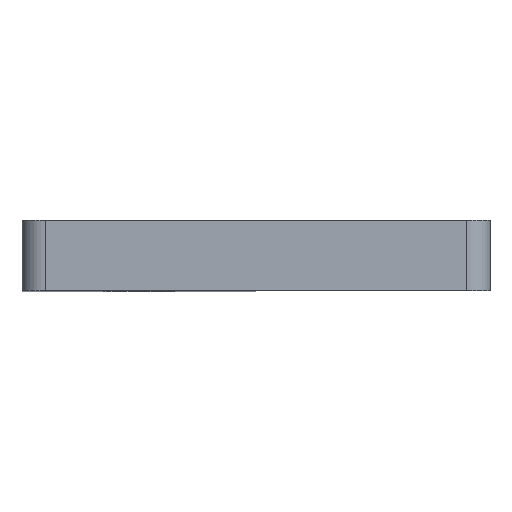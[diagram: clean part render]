
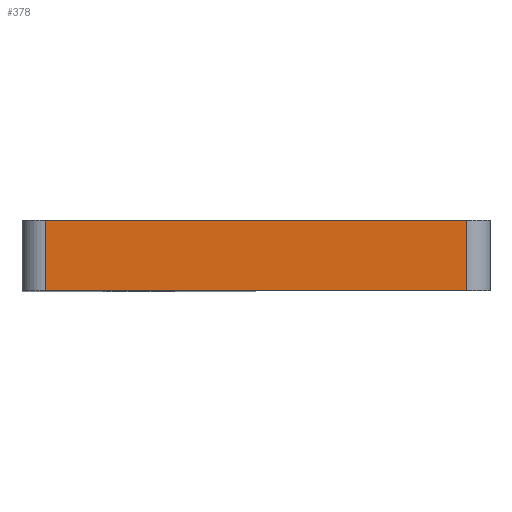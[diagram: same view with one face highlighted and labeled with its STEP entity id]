
A CAD part, top view. The second image highlights one B-rep face of the part: STEP entity #378.
In plain terms, the highlighted planar face has unit normal (0, 0, 1).
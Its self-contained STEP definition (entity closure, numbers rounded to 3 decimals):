
#43 = DIRECTION ( 'NONE',  ( 1., 0., 0. ) ) ;
#62 = CARTESIAN_POINT ( 'NONE',  ( 0., 3., 0. ) ) ;
#69 = VERTEX_POINT ( 'NONE', #542 ) ;
#71 = EDGE_CURVE ( 'NONE', #693, #519, #596, .T. ) ;
#119 = EDGE_CURVE ( 'NONE', #693, #69, #368, .T. ) ;
#169 = CARTESIAN_POINT ( 'NONE',  ( 1., 3., 0. ) ) ;
#186 = CARTESIAN_POINT ( 'NONE',  ( 19., 3., 0. ) ) ;
#196 = CARTESIAN_POINT ( 'NONE',  ( 10., 3., 0. ) ) ;
#198 = VECTOR ( 'NONE', #43, 1000. ) ;
#206 = PLANE ( 'NONE',  #552 ) ;
#242 = LINE ( 'NONE', #186, #433 ) ;
#284 = CARTESIAN_POINT ( 'NONE',  ( 1., 0., 0. ) ) ;
#323 = VECTOR ( 'NONE', #544, 1000. ) ;
#326 = EDGE_CURVE ( 'NONE', #519, #640, #591, .T. ) ;
#360 = VECTOR ( 'NONE', #592, 1000. ) ;
#368 = LINE ( 'NONE', #62, #323 ) ;
#378 = ADVANCED_FACE ( 'NONE', ( #444 ), #206, .F. ) ;
#391 = ORIENTED_EDGE ( 'NONE', *, *, #326, .T. ) ;
#420 = DIRECTION ( 'NONE',  ( 0., 1., 0. ) ) ;
#433 = VECTOR ( 'NONE', #420, 1000. ) ;
#444 = FACE_OUTER_BOUND ( 'NONE', #679, .T. ) ;
#509 = DIRECTION ( 'NONE',  ( 0., 0., -1. ) ) ;
#519 = VERTEX_POINT ( 'NONE', #284 ) ;
#542 = CARTESIAN_POINT ( 'NONE',  ( 19., 3., 0. ) ) ;
#544 = DIRECTION ( 'NONE',  ( 1., 0., 0. ) ) ;
#552 = AXIS2_PLACEMENT_3D ( 'NONE', #196, #509, #673 ) ;
#557 = ORIENTED_EDGE ( 'NONE', *, *, #119, .F. ) ;
#572 = CARTESIAN_POINT ( 'NONE',  ( 19., 0., 0. ) ) ;
#591 = LINE ( 'NONE', #648, #198 ) ;
#592 = DIRECTION ( 'NONE',  ( 0., -1., 0. ) ) ;
#596 = LINE ( 'NONE', #765, #360 ) ;
#640 = VERTEX_POINT ( 'NONE', #572 ) ;
#648 = CARTESIAN_POINT ( 'NONE',  ( 10., 0., 0. ) ) ;
#673 = DIRECTION ( 'NONE',  ( -1., 0., 0. ) ) ;
#677 = EDGE_CURVE ( 'NONE', #640, #69, #242, .T. ) ;
#679 = EDGE_LOOP ( 'NONE', ( #557, #750, #391, #695 ) ) ;
#693 = VERTEX_POINT ( 'NONE', #169 ) ;
#695 = ORIENTED_EDGE ( 'NONE', *, *, #677, .T. ) ;
#750 = ORIENTED_EDGE ( 'NONE', *, *, #71, .T. ) ;
#765 = CARTESIAN_POINT ( 'NONE',  ( 1., 3., 0. ) ) ;
